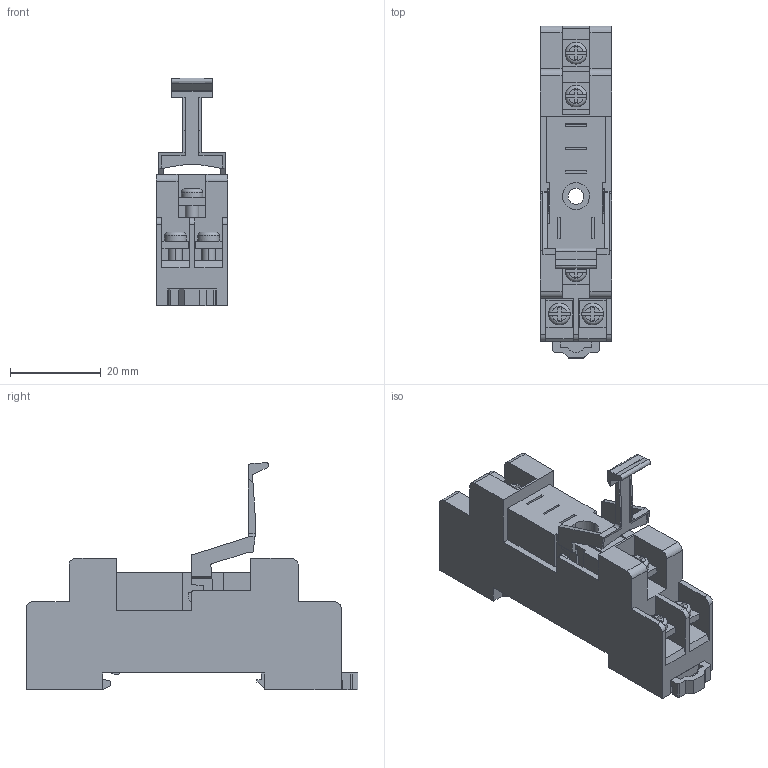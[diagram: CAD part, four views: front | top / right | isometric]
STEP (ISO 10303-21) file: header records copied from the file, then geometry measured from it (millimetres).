
FILE_DESCRIPTION(('CATIA V5R24 STEP','CAx-IF Rec.Pracs.--- Model Styling and Organization---1.2---2011-12-15'),'2;1');
FILE_NAME ('8043486_5_7760056346_S3D_SDI_1CO_ECO.stp','2017-12-11T12:44:17+00:00',('none'),('Weidmueller'),'CATIA Version 5-6 Release 2014 SP4','CATIA V5 STEP AP214','none');
FILE_SCHEMA(('AUTOMOTIVE_DESIGN { 1 0 10303 214 1 1 1 1 }'));
Length unit declared in the file: millimetre
Products named in the file (1): S3D_SDI_1CO_ECO
Bounding box: 15.8 x 73.3 x 50.25 mm (x, y, z)
Volume: 22371.9 mm3; surface area: 10885.7 mm2
Topology: 8 solids, 8 shells, 395 faces, 1078 edges, 719 vertices
Faces by surface type: plane 311, cylinder 68, torus 10, extrusion 6
Entity records: 12569 total; most frequent: CARTESIAN_POINT 2783, ORIENTED_EDGE 2156, DIRECTION 1518, EDGE_CURVE 1078, VECTOR 850, LINE 844, VERTEX_POINT 719, EDGE_LOOP 423
